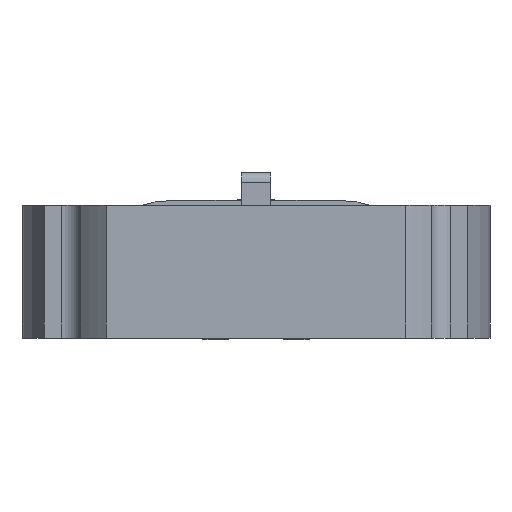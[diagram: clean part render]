
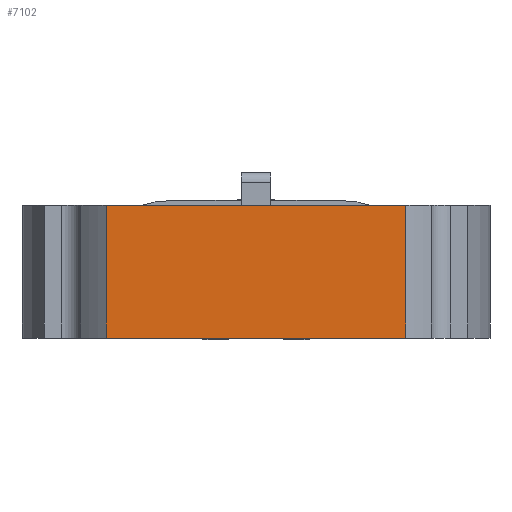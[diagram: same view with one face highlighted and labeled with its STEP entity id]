
A CAD part, front view. The second image highlights one B-rep face of the part: STEP entity #7102.
In plain terms, the highlighted planar face has unit normal (0, -1, 0).
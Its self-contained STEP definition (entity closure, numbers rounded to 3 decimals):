
#379 = ORIENTED_EDGE ( 'NONE', *, *, #4951, .T. ) ;
#634 = LINE ( 'NONE', #5241, #5434 ) ;
#690 = DIRECTION ( 'NONE',  ( 0., 1., 0. ) ) ;
#1546 = CARTESIAN_POINT ( 'NONE',  ( -15.217, -18.3, 5.1 ) ) ;
#2030 = FACE_OUTER_BOUND ( 'NONE', #3865, .T. ) ;
#2475 = DIRECTION ( 'NONE',  ( 0., 0., -1. ) ) ;
#2584 = CARTESIAN_POINT ( 'NONE',  ( -15.217, -18.3, 5.1 ) ) ;
#2882 = DIRECTION ( 'NONE',  ( 1., 0., 0. ) ) ;
#3074 = LINE ( 'NONE', #10303, #6093 ) ;
#3332 = CARTESIAN_POINT ( 'NONE',  ( 15.217, -18.3, 5.1 ) ) ;
#3350 = DIRECTION ( 'NONE',  ( 0., 0., -1. ) ) ;
#3683 = CARTESIAN_POINT ( 'NONE',  ( -15.217, -18.3, -8.4 ) ) ;
#3865 = EDGE_LOOP ( 'NONE', ( #379, #4016, #8037, #8069 ) ) ;
#4016 = ORIENTED_EDGE ( 'NONE', *, *, #5358, .T. ) ;
#4332 = VERTEX_POINT ( 'NONE', #3332 ) ;
#4951 = EDGE_CURVE ( 'NONE', #11808, #5866, #5116, .T. ) ;
#5105 = AXIS2_PLACEMENT_3D ( 'NONE', #2584, #690, #9374 ) ;
#5116 = LINE ( 'NONE', #1546, #10148 ) ;
#5241 = CARTESIAN_POINT ( 'NONE',  ( -15.217, -18.3, -8.4 ) ) ;
#5358 = EDGE_CURVE ( 'NONE', #5866, #5573, #634, .T. ) ;
#5434 = VECTOR ( 'NONE', #6227, 1000. ) ;
#5573 = VERTEX_POINT ( 'NONE', #6475 ) ;
#5732 = LINE ( 'NONE', #8623, #10309 ) ;
#5866 = VERTEX_POINT ( 'NONE', #3683 ) ;
#6093 = VECTOR ( 'NONE', #2475, 1000. ) ;
#6227 = DIRECTION ( 'NONE',  ( 1., 0., 0. ) ) ;
#6475 = CARTESIAN_POINT ( 'NONE',  ( 15.217, -18.3, -8.4 ) ) ;
#7102 = ADVANCED_FACE ( 'NONE', ( #2030 ), #7281, .F. ) ;
#7281 = PLANE ( 'NONE',  #5105 ) ;
#7863 = EDGE_CURVE ( 'NONE', #11808, #4332, #5732, .T. ) ;
#8037 = ORIENTED_EDGE ( 'NONE', *, *, #9568, .F. ) ;
#8069 = ORIENTED_EDGE ( 'NONE', *, *, #7863, .F. ) ;
#8623 = CARTESIAN_POINT ( 'NONE',  ( -15.217, -18.3, 5.1 ) ) ;
#9374 = DIRECTION ( 'NONE',  ( -1., 0., 0. ) ) ;
#9568 = EDGE_CURVE ( 'NONE', #4332, #5573, #3074, .T. ) ;
#10148 = VECTOR ( 'NONE', #3350, 1000. ) ;
#10303 = CARTESIAN_POINT ( 'NONE',  ( 15.217, -18.3, 5.1 ) ) ;
#10309 = VECTOR ( 'NONE', #2882, 1000. ) ;
#11808 = VERTEX_POINT ( 'NONE', #12131 ) ;
#12131 = CARTESIAN_POINT ( 'NONE',  ( -15.217, -18.3, 5.1 ) ) ;
